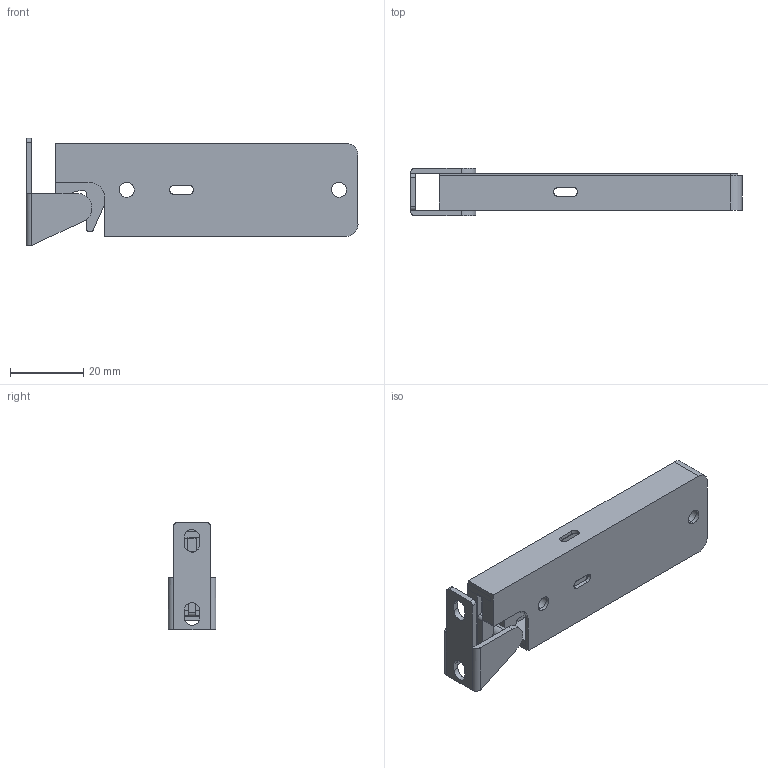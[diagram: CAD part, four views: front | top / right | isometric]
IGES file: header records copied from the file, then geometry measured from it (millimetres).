
Start section: ------------------------------------------------------------------------
Global section: file name: PC50.27176.LD-0045_19720.igs; native system: spGate; preprocessor: ver16.7.1; author: Unknown; organization: Unknown; date: 200604.132845; units: millimetre
Bounding box: 90.7 x 13 x 29.25 mm (x, y, z)
Volume: 15163.2 mm3; surface area: 15857.7 mm2
Topology: 4 solids, 4 shells, 152 faces, 413 edges, 273 vertices
Faces by surface type: bspline 152
